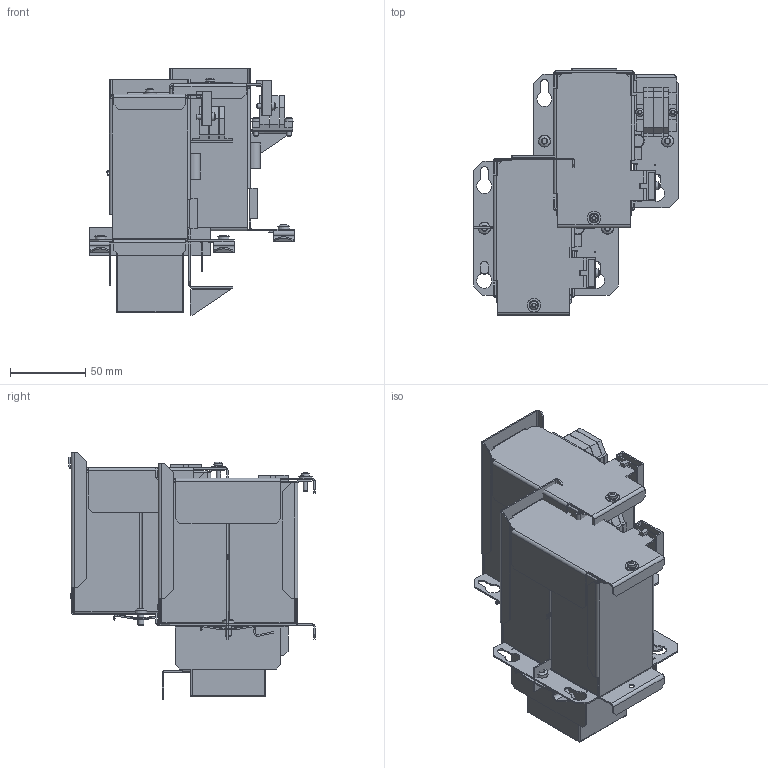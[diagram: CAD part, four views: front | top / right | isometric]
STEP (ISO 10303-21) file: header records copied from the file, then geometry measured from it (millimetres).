
FILE_DESCRIPTION( ( 'Unknown' ), '1' );
FILE_NAME( '6ep19356mc01_001_stp.stp', 'Unknown', ( 'Unknown' ), ( 'Unknown' ), 'PSStep 10.0', 'Unknown', ' ' );
FILE_SCHEMA( ( 'AUTOMOTIVE_DESIGN { 1 0 10303 214 1 1 1 1 }' ) );
Length unit declared in the file: millimetre
Products named in the file (22): Assem1; Akku-Modul 1,2Ah; Akku-Modul 1,2Ah_1; Akku-Modul 1,2Ah_3; Akku-Modul 1,2Ah_5; Akku-Modul 1,2Ah_7; Akku-Modul 1,2Ah_9; Akku-Modul 1,2Ah_11; Akku-Modul 1,2Ah_13; Akku-Modul 1,2Ah_15; Akku-Modul 1,2Ah_17; Akku-Modul 1,2Ah_19; Akku-Modul 1,2Ah_21; Akku-Modul 1,2Ah_25; Bedruckung_SIEMENS
Bounding box: 136 x 164 x 164.3 mm (x, y, z)
Volume: 1223985.9 mm3; surface area: 371209.2 mm2
Topology: 80 solids, 80 shells, 1823 faces, 4599 edges, 2990 vertices
Faces by surface type: plane 1189, cylinder 520, sphere 54, cone 42, extrusion 15, bspline 3
Full cylindrical faces by diameter (mm): 1 x12, 2.5 x3, 2.7 x9, 3 x26, 3.5 x9, 4 x8, 4.2 x3, 4.4 x6, 8 x3, 9 x6
Entity records: 21270 total; most frequent: CARTESIAN_POINT 3402, ORIENTED_EDGE 2448, DIRECTION 2339, EDGE_CURVE 1224, PRESENTATION_STYLE_ASSIGNMENT 925, COLOUR_RGB 925, VECTOR 837, LINE 832
